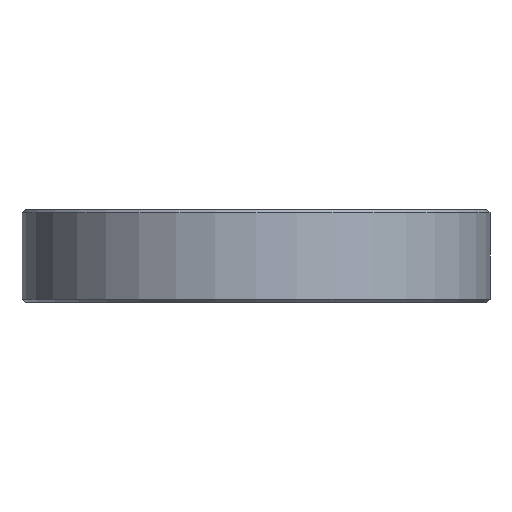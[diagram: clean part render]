
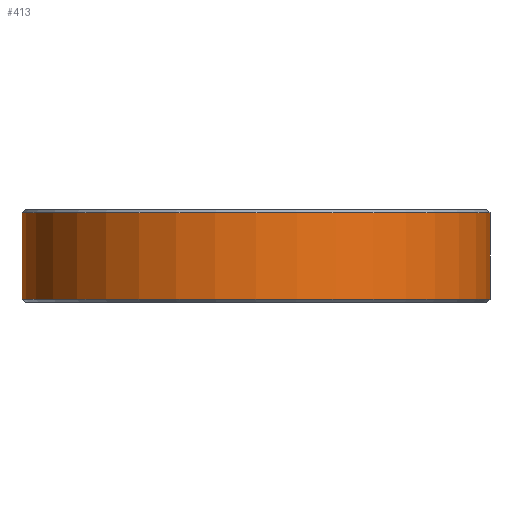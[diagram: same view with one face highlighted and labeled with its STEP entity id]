
A CAD part, left-side view. The second image highlights one B-rep face of the part: STEP entity #413.
In plain terms, the highlighted cylindrical face has radius 15.2 mm (diameter 30.4 mm), a partial arc.
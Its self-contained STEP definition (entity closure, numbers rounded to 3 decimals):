
#129=CARTESIAN_POINT('',(0.,0.,55.3));
#130=DIRECTION('',(0.,0.,1.));
#131=DIRECTION('',(0.,1.,0.));
#132=AXIS2_PLACEMENT_3D('',#129,#130,#131);
#134=CARTESIAN_POINT('',(0.,0.,49.7));
#135=DIRECTION('',(0.,0.,-1.));
#136=DIRECTION('',(0.,-1.,0.));
#137=AXIS2_PLACEMENT_3D('',#134,#135,#136);
#139=DIRECTION('',(0.,0.,-1.));
#140=VECTOR('',#139,5.6);
#141=CARTESIAN_POINT('',(0.,15.2,55.3));
#142=LINE('',#141,#140);
#161=DIRECTION('',(0.,0.,-1.));
#162=VECTOR('',#161,5.6);
#163=CARTESIAN_POINT('',(0.,-15.2,55.3));
#164=LINE('',#163,#162);
#181=CARTESIAN_POINT('',(0.,15.2,55.3));
#182=CARTESIAN_POINT('',(0.,-15.2,55.3));
#183=VERTEX_POINT('',#181);
#184=VERTEX_POINT('',#182);
#189=CARTESIAN_POINT('',(0.,15.2,49.7));
#190=CARTESIAN_POINT('',(0.,-15.2,49.7));
#191=VERTEX_POINT('',#189);
#192=VERTEX_POINT('',#190);
#399=CARTESIAN_POINT('',(0.,0.,55.5));
#400=DIRECTION('',(0.,0.,1.));
#401=DIRECTION('',(0.,1.,0.));
#402=AXIS2_PLACEMENT_3D('',#399,#400,#401);
#403=CYLINDRICAL_SURFACE('',#402,15.2);
#405=ORIENTED_EDGE('',*,*,#404,.T.);
#407=ORIENTED_EDGE('',*,*,#406,.T.);
#408=ORIENTED_EDGE('',*,*,#393,.T.);
#410=ORIENTED_EDGE('',*,*,#409,.F.);
#411=EDGE_LOOP('',(#405,#407,#408,#410));
#412=FACE_OUTER_BOUND('',#411,.F.);
#413=ADVANCED_FACE('',(#412),#403,.T.);
#133=CIRCLE('',#132,15.2);
#138=CIRCLE('',#137,15.2);
#393=EDGE_CURVE('',#192,#191,#138,.T.);
#404=EDGE_CURVE('',#183,#184,#133,.T.);
#406=EDGE_CURVE('',#184,#192,#164,.T.);
#409=EDGE_CURVE('',#183,#191,#142,.T.);
